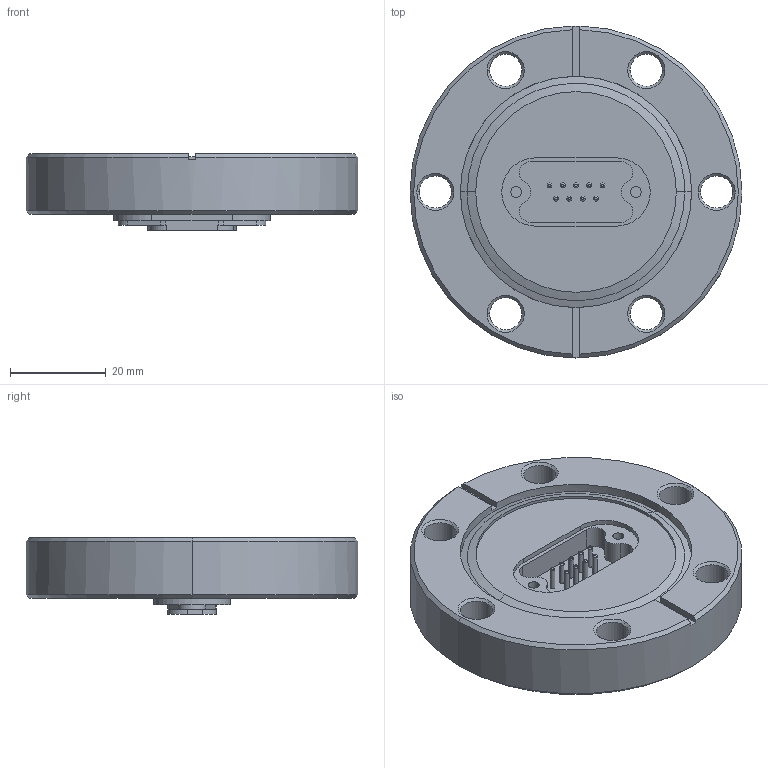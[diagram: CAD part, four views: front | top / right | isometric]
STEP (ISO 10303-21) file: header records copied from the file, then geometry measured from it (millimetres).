
FILE_DESCRIPTION (( 'STEP AP214' ), '1' );
FILE_NAME ('VF9D-40CF.STEP', '2023-09-12T11:02:09', ( '' ), ( '' ), 'SwSTEP 2.0', 'SolidWorks 2023', '' );
FILE_SCHEMA (( 'AUTOMOTIVE_DESIGN' ));
Length unit declared in the file: millimetre
Products named in the file (1): VF9D-40CF
Bounding box: 69.34 x 69.34 x 16.01 mm (x, y, z)
Volume: 41151.5 mm3; surface area: 13039.4 mm2
Topology: 1 solids, 1 shells, 224 faces, 516 edges, 321 vertices
Faces by surface type: cylinder 94, plane 61, torus 36, cone 33
Entity records: 6520 total; most frequent: DIRECTION 1259, CARTESIAN_POINT 1140, ORIENTED_EDGE 1032, AXIS2_PLACEMENT_3D 524, EDGE_CURVE 516, VERTEX_POINT 321, CIRCLE 299, EDGE_LOOP 263
